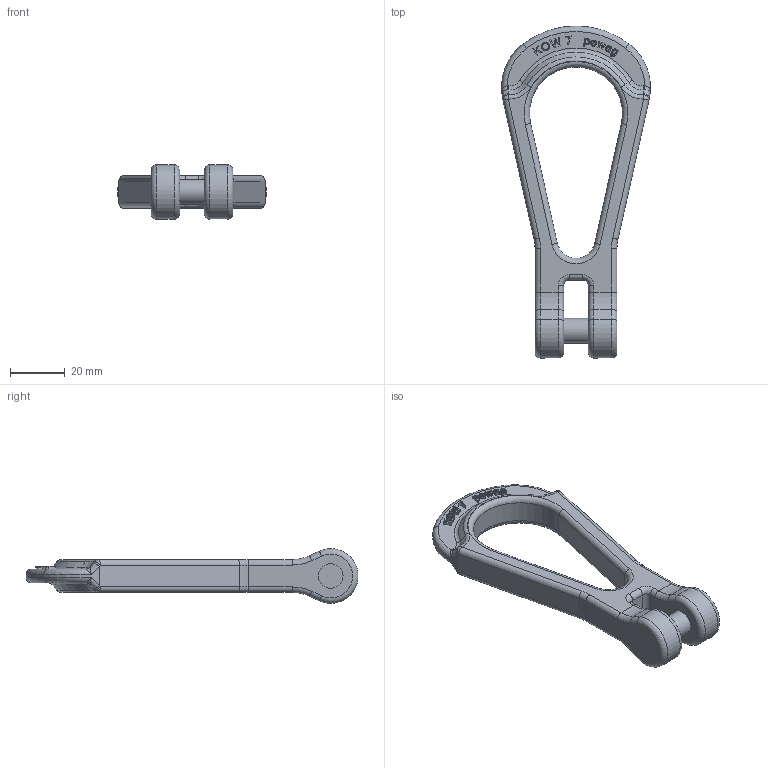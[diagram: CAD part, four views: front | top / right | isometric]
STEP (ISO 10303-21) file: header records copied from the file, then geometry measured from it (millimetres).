
FILE_DESCRIPTION(/* description */ (''),/* implementation_level */ '2;1');
FILE_NAME(/* name */ 'KOW 7 Kundenmodell',/* time_stamp */ '2010-01-07T10:46:36+01:00',/* author */ (''),/* organization */ (''),/* preprocessor_version */ 'ST-DEVELOPER v9',/* originating_system */ 'UGS - NX 4.0',/* authorisation */ '');
FILE_SCHEMA (('AUTOMOTIVE_DESIGN { 1 0 10303 214 1 1 1 1 }'));
Length unit declared in the file: millimetre
Products named in the file (1): ritF3E6v4bx
Bounding box: 54.44 x 121.46 x 19.92 mm (x, y, z)
Volume: 29927.2 mm3; surface area: 12407.9 mm2
Topology: 2 solids, 2 shells, 281 faces, 710 edges, 439 vertices
Faces by surface type: plane 90, extrusion 79, cylinder 44, torus 42, bspline 16, cone 6, sphere 4
Full cylindrical faces by diameter (mm): 9 x3
Entity records: 9336 total; most frequent: CARTESIAN_POINT 3040, ORIENTED_EDGE 1396, DIRECTION 1078, EDGE_CURVE 698, VERTEX_POINT 438, AXIS2_PLACEMENT_3D 361, VECTOR 356, B_SPLINE_CURVE_WITH_KNOTS 326
